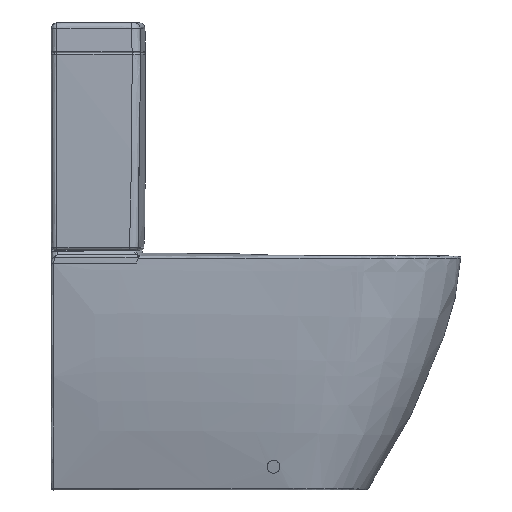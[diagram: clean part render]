
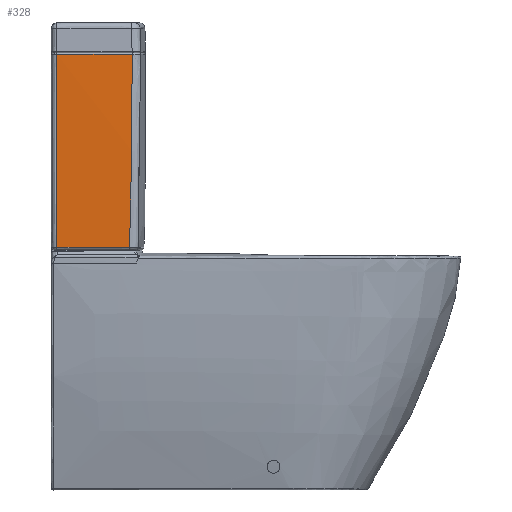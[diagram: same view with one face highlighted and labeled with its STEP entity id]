
A CAD part, left-side view. The second image highlights one B-rep face of the part: STEP entity #328.
In plain terms, the highlighted free-form (B-spline) face has degree [3, 3] with [5, 6] control points.
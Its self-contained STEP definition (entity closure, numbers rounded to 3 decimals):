
#328=ADVANCED_FACE('',(#664),#509,.T.);
#509=B_SPLINE_SURFACE_WITH_KNOTS('',3,3,((#8276,#8277,#8278,#8279,#8280,
#8281),(#8282,#8283,#8284,#8285,#8286,#8287),(#8288,#8289,#8290,#8291,#8292,
#8293),(#8294,#8295,#8296,#8297,#8298,#8299),(#8300,#8301,#8302,#8303,#8304,
#8305)),.UNSPECIFIED.,.F.,.F.,.F.,(4,1,4),(4,1,1,4),(0.,0.5,1.),(0.,0.5,
0.849,1.),.UNSPECIFIED.);
#664=FACE_OUTER_BOUND('',#884,.T.);
#884=EDGE_LOOP('',(#1821,#1822,#1823,#1824));
#1155=B_SPLINE_CURVE_WITH_KNOTS('',3,(#8114,#8115,#8116,#8117),
 .UNSPECIFIED.,.F.,.F.,(4,4),(0.,1.),.UNSPECIFIED.);
#1157=B_SPLINE_CURVE_WITH_KNOTS('',3,(#8171,#8172,#8173,#8174,#8175,#8176,
#8177,#8178,#8179,#8180,#8181,#8182,#8183,#8184,#8185,#8186,#8187,#8188,
#8189,#8190,#8191,#8192,#8193,#8194,#8195,#8196,#8197,#8198,#8199,#8200,
#8201,#8202,#8203,#8204,#8205,#8206,#8207,#8208,#8209,#8210,#8211,#8212,
#8213,#8214),.UNSPECIFIED.,.F.,.F.,(4,2,2,2,1,1,1,1,1,1,2,2,2,2,2,1,1,2,
2,2,2,1,1,1,1,2,2,4),(0.,0.063,0.07,0.072,
0.074,0.078,0.094,0.109,0.117,
0.121,0.123,0.125,0.188,0.219,0.234,
0.242,0.246,0.248,0.25,
0.375,0.438,0.469,0.484,
0.492,0.496,0.498,0.5,
1.),.UNSPECIFIED.);
#1159=B_SPLINE_CURVE_WITH_KNOTS('',3,(#8268,#8269,#8270,#8271),
 .UNSPECIFIED.,.F.,.F.,(4,4),(0.,1.),.UNSPECIFIED.);
#1160=B_SPLINE_CURVE_WITH_KNOTS('',3,(#8272,#8273,#8274,#8275),
 .UNSPECIFIED.,.F.,.F.,(4,4),(0.,1.),.UNSPECIFIED.);
#1821=ORIENTED_EDGE('',*,*,#3092,.T.);
#1822=ORIENTED_EDGE('',*,*,#3088,.T.);
#1823=ORIENTED_EDGE('',*,*,#3094,.T.);
#1824=ORIENTED_EDGE('',*,*,#3095,.T.);
#2667=VERTEX_POINT('',#7680);
#2672=VERTEX_POINT('',#7981);
#2674=VERTEX_POINT('',#8092);
#2676=VERTEX_POINT('',#8215);
#3088=EDGE_CURVE('',#2667,#2674,#1155,.T.);
#3092=EDGE_CURVE('',#2676,#2667,#1157,.T.);
#3094=EDGE_CURVE('',#2674,#2672,#1159,.T.);
#3095=EDGE_CURVE('',#2672,#2676,#1160,.T.);
#7680=CARTESIAN_POINT('',(-191.572,-129.708,344.622));
#7981=CARTESIAN_POINT('',(-184.315,-0.986,14.32));
#8092=CARTESIAN_POINT('',(-190.522,-0.95,344.624));
#8114=CARTESIAN_POINT('',(-191.572,-129.708,344.622));
#8115=CARTESIAN_POINT('',(-191.378,-86.788,344.623));
#8116=CARTESIAN_POINT('',(-191.028,-43.868,344.624));
#8117=CARTESIAN_POINT('',(-190.522,-0.95,344.624));
#8171=CARTESIAN_POINT('',(-185.133,-125.314,14.318));
#8172=CARTESIAN_POINT('',(-185.313,-125.729,18.625));
#8173=CARTESIAN_POINT('',(-185.584,-126.101,25.173));
#8174=CARTESIAN_POINT('',(-185.969,-126.418,35.061));
#8175=CARTESIAN_POINT('',(-186.013,-126.451,36.194));
#8176=CARTESIAN_POINT('',(-186.069,-126.492,37.655));
#8177=CARTESIAN_POINT('',(-186.08,-126.499,37.927));
#8178=CARTESIAN_POINT('',(-186.096,-126.51,38.357));
#8179=CARTESIAN_POINT('',(-186.121,-126.527,39.001));
#8180=CARTESIAN_POINT('',(-186.211,-126.589,41.364));
#8181=CARTESIAN_POINT('',(-186.357,-126.683,45.231));
#8182=CARTESIAN_POINT('',(-186.517,-126.777,49.531));
#8183=CARTESIAN_POINT('',(-186.627,-126.836,52.541));
#8184=CARTESIAN_POINT('',(-186.681,-126.864,54.047));
#8185=CARTESIAN_POINT('',(-186.705,-126.876,54.692));
#8186=CARTESIAN_POINT('',(-186.72,-126.884,55.122));
#8187=CARTESIAN_POINT('',(-186.73,-126.889,55.391));
#8188=CARTESIAN_POINT('',(-186.922,-126.983,60.715));
#8189=CARTESIAN_POINT('',(-187.134,-127.114,66.735));
#8190=CARTESIAN_POINT('',(-187.481,-127.339,77.054));
#8191=CARTESIAN_POINT('',(-187.601,-127.419,80.708));
#8192=CARTESIAN_POINT('',(-187.788,-127.541,86.511));
#8193=CARTESIAN_POINT('',(-187.851,-127.582,88.5));
#8194=CARTESIAN_POINT('',(-187.947,-127.643,91.562));
#8195=CARTESIAN_POINT('',(-187.996,-127.674,93.114));
#8196=CARTESIAN_POINT('',(-188.053,-127.709,94.959));
#8197=CARTESIAN_POINT('',(-188.077,-127.725,95.757));
#8198=CARTESIAN_POINT('',(-188.094,-127.735,96.291));
#8199=CARTESIAN_POINT('',(-188.103,-127.741,96.6));
#8200=CARTESIAN_POINT('',(-188.554,-128.019,111.375));
#8201=CARTESIAN_POINT('',(-188.944,-128.254,125.53));
#8202=CARTESIAN_POINT('',(-189.457,-128.557,146.174));
#8203=CARTESIAN_POINT('',(-189.616,-128.651,152.958));
#8204=CARTESIAN_POINT('',(-189.838,-128.78,162.986));
#8205=CARTESIAN_POINT('',(-189.945,-128.841,167.963));
#8206=CARTESIAN_POINT('',(-190.063,-128.909,173.706));
#8207=CARTESIAN_POINT('',(-190.12,-128.941,176.561));
#8208=CARTESIAN_POINT('',(-190.148,-128.958,177.985));
#8209=CARTESIAN_POINT('',(-190.16,-128.964,178.594));
#8210=CARTESIAN_POINT('',(-190.168,-128.969,179.));
#8211=CARTESIAN_POINT('',(-190.171,-128.971,179.163));
#8212=CARTESIAN_POINT('',(-191.386,-129.664,241.462));
#8213=CARTESIAN_POINT('',(-191.698,-129.785,296.54));
#8214=CARTESIAN_POINT('',(-191.572,-129.708,344.622));
#8215=CARTESIAN_POINT('',(-185.133,-125.314,14.318));
#8268=CARTESIAN_POINT('',(-190.522,-0.95,344.624));
#8269=CARTESIAN_POINT('',(-190.804,-0.965,257.856));
#8270=CARTESIAN_POINT('',(-189.768,-0.977,147.699));
#8271=CARTESIAN_POINT('',(-184.315,-0.986,14.32));
#8272=CARTESIAN_POINT('',(-184.315,-0.986,14.32));
#8273=CARTESIAN_POINT('',(-184.645,-42.428,14.319));
#8274=CARTESIAN_POINT('',(-184.918,-83.871,14.318));
#8275=CARTESIAN_POINT('',(-185.133,-125.314,14.318));
#8276=CARTESIAN_POINT('',(-180.079,110.025,688.163));
#8277=CARTESIAN_POINT('',(-181.567,76.23,688.156));
#8278=CARTESIAN_POINT('',(-184.095,18.829,688.145));
#8279=CARTESIAN_POINT('',(-185.202,-48.789,688.132));
#8280=CARTESIAN_POINT('',(-185.223,-82.6,688.125));
#8281=CARTESIAN_POINT('',(-185.202,-92.794,688.123));
#8282=CARTESIAN_POINT('',(-183.109,154.394,572.919));
#8283=CARTESIAN_POINT('',(-184.593,105.809,572.914));
#8284=CARTESIAN_POINT('',(-187.113,23.288,572.907));
#8285=CARTESIAN_POINT('',(-188.253,-73.908,572.898));
#8286=CARTESIAN_POINT('',(-188.296,-122.508,572.894));
#8287=CARTESIAN_POINT('',(-188.282,-137.161,572.893));
#8288=CARTESIAN_POINT('',(-189.171,243.134,342.43));
#8289=CARTESIAN_POINT('',(-190.645,164.968,342.43));
#8290=CARTESIAN_POINT('',(-193.149,32.205,342.431));
#8291=CARTESIAN_POINT('',(-194.353,-124.147,342.432));
#8292=CARTESIAN_POINT('',(-194.442,-202.324,342.433));
#8293=CARTESIAN_POINT('',(-194.442,-225.895,342.433));
#8294=CARTESIAN_POINT('',(-184.566,331.867,111.913));
#8295=CARTESIAN_POINT('',(-186.03,224.123,111.917));
#8296=CARTESIAN_POINT('',(-188.518,41.121,111.922));
#8297=CARTESIAN_POINT('',(-189.787,-174.381,111.929));
#8298=CARTESIAN_POINT('',(-189.92,-282.134,111.932));
#8299=CARTESIAN_POINT('',(-189.935,-314.622,111.933));
#8300=CARTESIAN_POINT('',(-179.599,376.188,-3.216));
#8301=CARTESIAN_POINT('',(-181.059,253.67,-3.216));
#8302=CARTESIAN_POINT('',(-183.538,45.575,-3.216));
#8303=CARTESIAN_POINT('',(-184.839,-199.473,-3.216));
#8304=CARTESIAN_POINT('',(-184.995,-321.998,-3.216));
#8305=CARTESIAN_POINT('',(-185.017,-358.94,-3.216));
